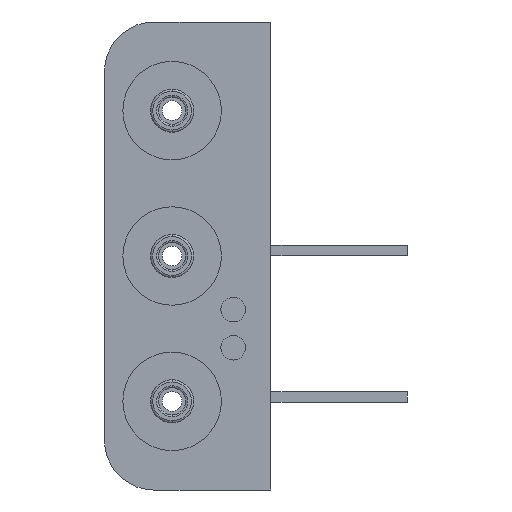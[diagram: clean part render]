
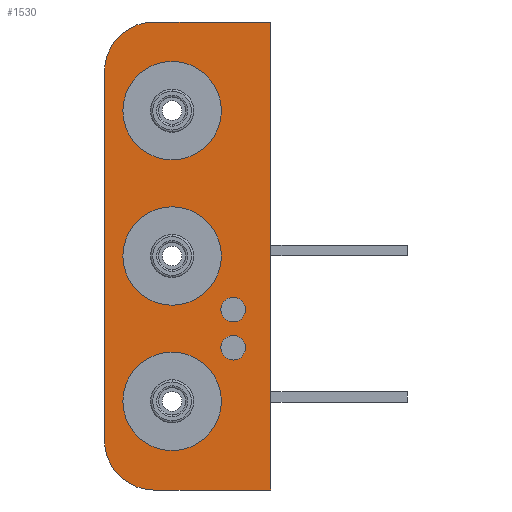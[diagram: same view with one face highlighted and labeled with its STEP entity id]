
A CAD part, left-side view. The second image highlights one B-rep face of the part: STEP entity #1530.
In plain terms, the highlighted planar face has unit normal (-1, 0, 0).
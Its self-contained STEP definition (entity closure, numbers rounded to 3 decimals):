
#147 = EDGE_CURVE ( 'NONE', #5722, #10038, #5500, .T. ) ;
#204 = CIRCLE ( 'NONE', #11220, 4. ) ;
#329 = DIRECTION ( 'NONE',  ( -1., 0., 0. ) ) ;
#437 = DIRECTION ( 'NONE',  ( -1., 0., 0. ) ) ;
#898 = DIRECTION ( 'NONE',  ( 0., -1., 0. ) ) ;
#1272 = EDGE_LOOP ( 'NONE', ( #5707, #14919 ) ) ;
#1325 = EDGE_CURVE ( 'NONE', #7547, #18677, #19190, .T. ) ;
#1530 = ADVANCED_FACE ( 'NONE', ( #4728, #13493, #18444, #11561, #3767, #12291 ), #15046, .T. ) ;
#1872 = AXIS2_PLACEMENT_3D ( 'NONE', #5992, #12231, #3440 ) ;
#2030 = DIRECTION ( 'NONE',  ( 0., -1., 0. ) ) ;
#2185 = ORIENTED_EDGE ( 'NONE', *, *, #17131, .F. ) ;
#2366 = EDGE_CURVE ( 'NONE', #19505, #7547, #204, .T. ) ;
#2547 = DIRECTION ( 'NONE',  ( 0., 0., -1. ) ) ;
#2724 = CARTESIAN_POINT ( 'NONE',  ( -25.75, 8.01, 4.65 ) ) ;
#2743 = CARTESIAN_POINT ( 'NONE',  ( -25.75, 3.05, 5. ) ) ;
#3079 = AXIS2_PLACEMENT_3D ( 'NONE', #11509, #14588, #14723 ) ;
#3144 = CARTESIAN_POINT ( 'NONE',  ( -25.75, 3.05, 8.1 ) ) ;
#3151 = EDGE_LOOP ( 'NONE', ( #10270, #8333 ) ) ;
#3276 = VERTEX_POINT ( 'NONE', #8299 ) ;
#3440 = DIRECTION ( 'NONE',  ( 0., 0., 1. ) ) ;
#3767 = FACE_BOUND ( 'NONE', #1272, .T. ) ;
#3923 = DIRECTION ( 'NONE',  ( 0., 0., 1. ) ) ;
#3969 = EDGE_CURVE ( 'NONE', #5773, #3276, #5849, .T. ) ;
#3974 = AXIS2_PLACEMENT_3D ( 'NONE', #2743, #14789, #8754 ) ;
#4103 = CARTESIAN_POINT ( 'NONE',  ( -25.75, 3.05, 6. ) ) ;
#4728 = FACE_BOUND ( 'NONE', #3151, .T. ) ;
#5062 = DIRECTION ( 'NONE',  ( 0., 0., 1. ) ) ;
#5084 = DIRECTION ( 'NONE',  ( 1., 0., 0. ) ) ;
#5381 = DIRECTION ( 'NONE',  ( -1., 0., 0. ) ) ;
#5449 = ORIENTED_EDGE ( 'NONE', *, *, #7506, .T. ) ;
#5500 = CIRCLE ( 'NONE', #18045, 4. ) ;
#5524 = VERTEX_POINT ( 'NONE', #18542 ) ;
#5707 = ORIENTED_EDGE ( 'NONE', *, *, #7317, .T. ) ;
#5722 = VERTEX_POINT ( 'NONE', #11565 ) ;
#5768 = VERTEX_POINT ( 'NONE', #2724 ) ;
#5773 = VERTEX_POINT ( 'NONE', #4103 ) ;
#5849 = CIRCLE ( 'NONE', #7984, 1. ) ;
#5992 = CARTESIAN_POINT ( 'NONE',  ( -25.75, 13.5, 0. ) ) ;
#6296 = DIRECTION ( 'NONE',  ( -1., 0., 0. ) ) ;
#6426 = DIRECTION ( 'NONE',  ( 0., 0., 1. ) ) ;
#6504 = ORIENTED_EDGE ( 'NONE', *, *, #9487, .F. ) ;
#6538 = CARTESIAN_POINT ( 'NONE',  ( -25.75, 13.5, 31.45 ) ) ;
#7044 = CARTESIAN_POINT ( 'NONE',  ( -25.75, 8.01, 12.45 ) ) ;
#7147 = CIRCLE ( 'NONE', #10529, 4. ) ;
#7150 = CARTESIAN_POINT ( 'NONE',  ( -25.75, 3.05, 8.1 ) ) ;
#7250 = AXIS2_PLACEMENT_3D ( 'NONE', #7150, #14561, #8534 ) ;
#7317 = EDGE_CURVE ( 'NONE', #5768, #9920, #8793, .T. ) ;
#7465 = ORIENTED_EDGE ( 'NONE', *, *, #12445, .F. ) ;
#7506 = EDGE_CURVE ( 'NONE', #16641, #17319, #7147, .T. ) ;
#7510 = CARTESIAN_POINT ( 'NONE',  ( -25.75, 8.01, 16.45 ) ) ;
#7547 = VERTEX_POINT ( 'NONE', #19007 ) ;
#7738 = LINE ( 'NONE', #12653, #10794 ) ;
#7869 = DIRECTION ( 'NONE',  ( 0., 0., 1. ) ) ;
#7924 = DIRECTION ( 'NONE',  ( 0., 0., -1. ) ) ;
#7984 = AXIS2_PLACEMENT_3D ( 'NONE', #17555, #19207, #12976 ) ;
#8299 = CARTESIAN_POINT ( 'NONE',  ( -25.75, 3.05, 4. ) ) ;
#8333 = ORIENTED_EDGE ( 'NONE', *, *, #8918, .F. ) ;
#8534 = DIRECTION ( 'NONE',  ( 0., 0., 1. ) ) ;
#8754 = DIRECTION ( 'NONE',  ( 0., 0., 1. ) ) ;
#8793 = CIRCLE ( 'NONE', #19054, 4. ) ;
#8918 = EDGE_CURVE ( 'NONE', #10563, #16071, #15396, .T. ) ;
#8959 = CARTESIAN_POINT ( 'NONE',  ( -25.75, 13.5, -2.55 ) ) ;
#9150 = ORIENTED_EDGE ( 'NONE', *, *, #17269, .T. ) ;
#9198 = ORIENTED_EDGE ( 'NONE', *, *, #147, .F. ) ;
#9401 = CARTESIAN_POINT ( 'NONE',  ( -25.75, 8.01, 8.45 ) ) ;
#9436 = CIRCLE ( 'NONE', #3974, 1. ) ;
#9487 = EDGE_CURVE ( 'NONE', #16641, #5524, #13243, .T. ) ;
#9751 = EDGE_CURVE ( 'NONE', #3276, #5773, #9436, .T. ) ;
#9920 = VERTEX_POINT ( 'NONE', #17945 ) ;
#10038 = VERTEX_POINT ( 'NONE', #16723 ) ;
#10066 = DIRECTION ( 'NONE',  ( -1., 0., 0. ) ) ;
#10147 = CARTESIAN_POINT ( 'NONE',  ( -25.75, 0., -6.55 ) ) ;
#10251 = CIRCLE ( 'NONE', #12050, 4. ) ;
#10270 = ORIENTED_EDGE ( 'NONE', *, *, #12397, .F. ) ;
#10529 = AXIS2_PLACEMENT_3D ( 'NONE', #14441, #5381, #15972 ) ;
#10563 = VERTEX_POINT ( 'NONE', #9401 ) ;
#10794 = VECTOR ( 'NONE', #15589, 1000. ) ;
#11171 = CARTESIAN_POINT ( 'NONE',  ( -25.75, 8.01, 0.65 ) ) ;
#11220 = AXIS2_PLACEMENT_3D ( 'NONE', #18818, #16042, #14248 ) ;
#11460 = CARTESIAN_POINT ( 'NONE',  ( -25.75, 3.05, 9.1 ) ) ;
#11509 = CARTESIAN_POINT ( 'NONE',  ( -25.75, 8.01, 24.25 ) ) ;
#11561 = FACE_BOUND ( 'NONE', #14776, .T. ) ;
#11565 = CARTESIAN_POINT ( 'NONE',  ( -25.75, 8.01, 20.25 ) ) ;
#11685 = EDGE_LOOP ( 'NONE', ( #17828, #2185 ) ) ;
#11778 = AXIS2_PLACEMENT_3D ( 'NONE', #7044, #10066, #3923 ) ;
#12050 = AXIS2_PLACEMENT_3D ( 'NONE', #14140, #5084, #7924 ) ;
#12231 = DIRECTION ( 'NONE',  ( -1., 0., 0. ) ) ;
#12291 = FACE_BOUND ( 'NONE', #12605, .T. ) ;
#12345 = CARTESIAN_POINT ( 'NONE',  ( -25.75, 3.05, 7.1 ) ) ;
#12351 = CARTESIAN_POINT ( 'NONE',  ( -25.75, 8.01, 12.45 ) ) ;
#12397 = EDGE_CURVE ( 'NONE', #16071, #10563, #16507, .T. ) ;
#12445 = EDGE_CURVE ( 'NONE', #5524, #18677, #12452, .T. ) ;
#12452 = LINE ( 'NONE', #17499, #14852 ) ;
#12605 = EDGE_LOOP ( 'NONE', ( #9198, #18102 ) ) ;
#12653 = CARTESIAN_POINT ( 'NONE',  ( -25.75, 13.5, 0. ) ) ;
#12753 = VECTOR ( 'NONE', #2030, 1000. ) ;
#12813 = CARTESIAN_POINT ( 'NONE',  ( -25.75, 9.5, 31.45 ) ) ;
#12976 = DIRECTION ( 'NONE',  ( 0., 0., 1. ) ) ;
#13109 = AXIS2_PLACEMENT_3D ( 'NONE', #12351, #329, #7869 ) ;
#13243 = LINE ( 'NONE', #6538, #12753 ) ;
#13274 = EDGE_CURVE ( 'NONE', #15513, #18538, #13386, .T. ) ;
#13382 = ORIENTED_EDGE ( 'NONE', *, *, #3969, .F. ) ;
#13386 = CIRCLE ( 'NONE', #7250, 1. ) ;
#13493 = FACE_OUTER_BOUND ( 'NONE', #14840, .T. ) ;
#13716 = CIRCLE ( 'NONE', #3079, 4. ) ;
#13756 = EDGE_CURVE ( 'NONE', #9920, #5768, #10251, .T. ) ;
#13913 = ORIENTED_EDGE ( 'NONE', *, *, #1325, .T. ) ;
#14140 = CARTESIAN_POINT ( 'NONE',  ( -25.75, 8.01, 0.65 ) ) ;
#14248 = DIRECTION ( 'NONE',  ( 0., 0., 1. ) ) ;
#14309 = ORIENTED_EDGE ( 'NONE', *, *, #9751, .F. ) ;
#14323 = EDGE_CURVE ( 'NONE', #10038, #5722, #13716, .T. ) ;
#14441 = CARTESIAN_POINT ( 'NONE',  ( -25.75, 9.5, 27.45 ) ) ;
#14488 = ORIENTED_EDGE ( 'NONE', *, *, #2366, .T. ) ;
#14561 = DIRECTION ( 'NONE',  ( -1., 0., 0. ) ) ;
#14588 = DIRECTION ( 'NONE',  ( -1., 0., 0. ) ) ;
#14723 = DIRECTION ( 'NONE',  ( 0., 0., 1. ) ) ;
#14776 = EDGE_LOOP ( 'NONE', ( #14309, #13382 ) ) ;
#14789 = DIRECTION ( 'NONE',  ( -1., 0., 0. ) ) ;
#14840 = EDGE_LOOP ( 'NONE', ( #9150, #14488, #13913, #7465, #6504, #5449 ) ) ;
#14852 = VECTOR ( 'NONE', #2547, 1000. ) ;
#14919 = ORIENTED_EDGE ( 'NONE', *, *, #13756, .T. ) ;
#15046 = PLANE ( 'NONE',  #1872 ) ;
#15222 = CARTESIAN_POINT ( 'NONE',  ( -25.75, 8.01, 24.25 ) ) ;
#15286 = AXIS2_PLACEMENT_3D ( 'NONE', #3144, #437, #5062 ) ;
#15396 = CIRCLE ( 'NONE', #13109, 4. ) ;
#15513 = VERTEX_POINT ( 'NONE', #12345 ) ;
#15589 = DIRECTION ( 'NONE',  ( 0., 0., -1. ) ) ;
#15709 = DIRECTION ( 'NONE',  ( 0., 0., -1. ) ) ;
#15864 = CARTESIAN_POINT ( 'NONE',  ( -25.75, 13.5, -6.55 ) ) ;
#15972 = DIRECTION ( 'NONE',  ( 0., 0., 1. ) ) ;
#16042 = DIRECTION ( 'NONE',  ( -1., 0., 0. ) ) ;
#16071 = VERTEX_POINT ( 'NONE', #7510 ) ;
#16507 = CIRCLE ( 'NONE', #11778, 4. ) ;
#16641 = VERTEX_POINT ( 'NONE', #12813 ) ;
#16723 = CARTESIAN_POINT ( 'NONE',  ( -25.75, 8.01, 28.25 ) ) ;
#17131 = EDGE_CURVE ( 'NONE', #18538, #15513, #19119, .T. ) ;
#17269 = EDGE_CURVE ( 'NONE', #17319, #19505, #7738, .T. ) ;
#17319 = VERTEX_POINT ( 'NONE', #18687 ) ;
#17499 = CARTESIAN_POINT ( 'NONE',  ( -25.75, 0., 0. ) ) ;
#17555 = CARTESIAN_POINT ( 'NONE',  ( -25.75, 3.05, 5. ) ) ;
#17828 = ORIENTED_EDGE ( 'NONE', *, *, #13274, .F. ) ;
#17945 = CARTESIAN_POINT ( 'NONE',  ( -25.75, 8.01, -3.35 ) ) ;
#18045 = AXIS2_PLACEMENT_3D ( 'NONE', #15222, #6296, #6426 ) ;
#18102 = ORIENTED_EDGE ( 'NONE', *, *, #14323, .F. ) ;
#18444 = FACE_BOUND ( 'NONE', #11685, .T. ) ;
#18538 = VERTEX_POINT ( 'NONE', #11460 ) ;
#18542 = CARTESIAN_POINT ( 'NONE',  ( -25.75, 0., 31.45 ) ) ;
#18677 = VERTEX_POINT ( 'NONE', #10147 ) ;
#18687 = CARTESIAN_POINT ( 'NONE',  ( -25.75, 13.5, 27.45 ) ) ;
#18811 = DIRECTION ( 'NONE',  ( 1., 0., 0. ) ) ;
#18818 = CARTESIAN_POINT ( 'NONE',  ( -25.75, 9.5, -2.55 ) ) ;
#18958 = VECTOR ( 'NONE', #898, 1000. ) ;
#19007 = CARTESIAN_POINT ( 'NONE',  ( -25.75, 9.5, -6.55 ) ) ;
#19054 = AXIS2_PLACEMENT_3D ( 'NONE', #11171, #18811, #15709 ) ;
#19119 = CIRCLE ( 'NONE', #15286, 1. ) ;
#19190 = LINE ( 'NONE', #15864, #18958 ) ;
#19207 = DIRECTION ( 'NONE',  ( -1., 0., 0. ) ) ;
#19505 = VERTEX_POINT ( 'NONE', #8959 ) ;
